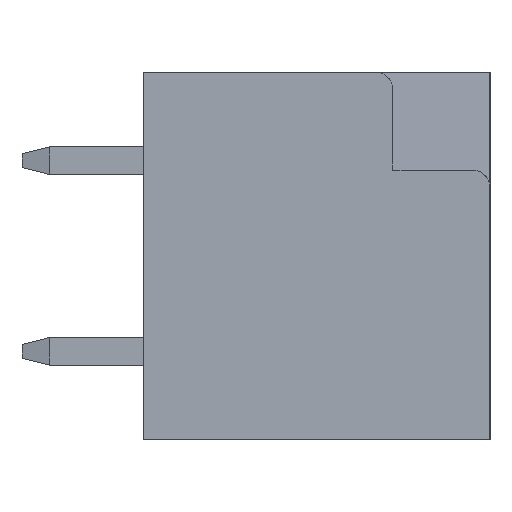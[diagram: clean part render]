
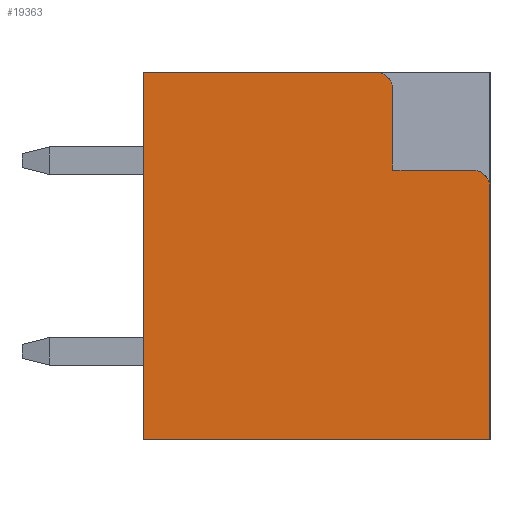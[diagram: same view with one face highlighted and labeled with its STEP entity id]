
A CAD part, left-side view. The second image highlights one B-rep face of the part: STEP entity #19363.
In plain terms, the highlighted planar face has unit normal (-1, 0, 0).
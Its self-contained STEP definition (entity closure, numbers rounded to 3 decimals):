
#1005=CIRCLE('',#20937,0.5);
#1006=CIRCLE('',#20938,0.5);
#5673=ORIENTED_EDGE('',*,*,#8636,.F.);
#5674=ORIENTED_EDGE('',*,*,#8855,.T.);
#5675=ORIENTED_EDGE('',*,*,#8856,.T.);
#5676=ORIENTED_EDGE('',*,*,#8857,.T.);
#5677=ORIENTED_EDGE('',*,*,#8858,.T.);
#5678=ORIENTED_EDGE('',*,*,#6643,.F.);
#5679=ORIENTED_EDGE('',*,*,#6710,.F.);
#5680=ORIENTED_EDGE('',*,*,#6526,.F.);
#6526=EDGE_CURVE('',#9238,#9239,#10975,.T.);
#6643=EDGE_CURVE('',#9354,#9355,#11089,.T.);
#6710=EDGE_CURVE('',#9239,#9354,#11151,.T.);
#8636=EDGE_CURVE('',#10649,#9238,#12636,.T.);
#8855=EDGE_CURVE('',#10649,#10743,#1005,.F.);
#8856=EDGE_CURVE('',#10743,#10744,#12818,.T.);
#8857=EDGE_CURVE('',#10744,#10745,#12819,.T.);
#8858=EDGE_CURVE('',#10745,#9355,#1006,.F.);
#9238=VERTEX_POINT('',#26675);
#9239=VERTEX_POINT('',#26677);
#9354=VERTEX_POINT('',#26909);
#9355=VERTEX_POINT('',#26911);
#10649=VERTEX_POINT('',#31039);
#10743=VERTEX_POINT('',#31492);
#10744=VERTEX_POINT('',#31494);
#10745=VERTEX_POINT('',#31496);
#10975=LINE('',#26676,#13139);
#11089=LINE('',#26910,#13253);
#11151=LINE('',#27045,#13315);
#12636=LINE('',#31040,#14800);
#12818=LINE('',#31493,#14982);
#12819=LINE('',#31495,#14983);
#13139=VECTOR('',#21245,1000.);
#13253=VECTOR('',#21367,1000.);
#13315=VECTOR('',#21467,1000.);
#14800=VECTOR('',#25314,1000.);
#14982=VECTOR('',#25834,1000.);
#14983=VECTOR('',#25835,1000.);
#16330=EDGE_LOOP('',(#5673,#5674,#5675,#5676,#5677,#5678,#5679,#5680));
#17571=FACE_BOUND('',#16330,.T.);
#18328=PLANE('',#20936);
#19363=ADVANCED_FACE('',(#17571),#18328,.F.);
#20936=AXIS2_PLACEMENT_3D('',#31490,#25830,#25831);
#20937=AXIS2_PLACEMENT_3D('',#31491,#25832,#25833);
#20938=AXIS2_PLACEMENT_3D('',#31497,#25836,#25837);
#21245=DIRECTION('',(0.,1.,0.));
#21367=DIRECTION('',(0.,-1.,0.));
#21467=DIRECTION('',(0.,0.,1.));
#25314=DIRECTION('',(0.,0.,-1.));
#25830=DIRECTION('',(1.,0.,0.));
#25831=DIRECTION('',(0.,0.,-1.));
#25832=DIRECTION('',(1.,0.,0.));
#25833=DIRECTION('',(0.,0.,-1.));
#25834=DIRECTION('',(0.,1.,0.));
#25835=DIRECTION('',(0.,0.,1.));
#25836=DIRECTION('',(1.,0.,0.));
#25837=DIRECTION('',(0.,0.,-1.));
#26675=CARTESIAN_POINT('',(-24.5,-5.,-5.3));
#26676=CARTESIAN_POINT('',(-24.5,-5.,-5.3));
#26677=CARTESIAN_POINT('',(-24.5,5.,-5.3));
#26909=CARTESIAN_POINT('',(-24.5,5.,5.3));
#26910=CARTESIAN_POINT('',(-24.5,5.,5.3));
#26911=CARTESIAN_POINT('',(-24.5,-1.7,5.3));
#27045=CARTESIAN_POINT('',(-24.5,5.,-5.3));
#31039=CARTESIAN_POINT('',(-24.5,-5.,1.98));
#31040=CARTESIAN_POINT('',(-24.5,-5.,5.3));
#31490=CARTESIAN_POINT('',(-24.5,0.,0.));
#31491=CARTESIAN_POINT('',(-24.5,-4.5,1.98));
#31492=CARTESIAN_POINT('',(-24.5,-4.5,2.48));
#31493=CARTESIAN_POINT('',(-24.5,-5.,2.48));
#31494=CARTESIAN_POINT('',(-24.5,-2.2,2.48));
#31495=CARTESIAN_POINT('',(-24.5,-2.2,2.48));
#31496=CARTESIAN_POINT('',(-24.5,-2.2,4.8));
#31497=CARTESIAN_POINT('',(-24.5,-1.7,4.8));
